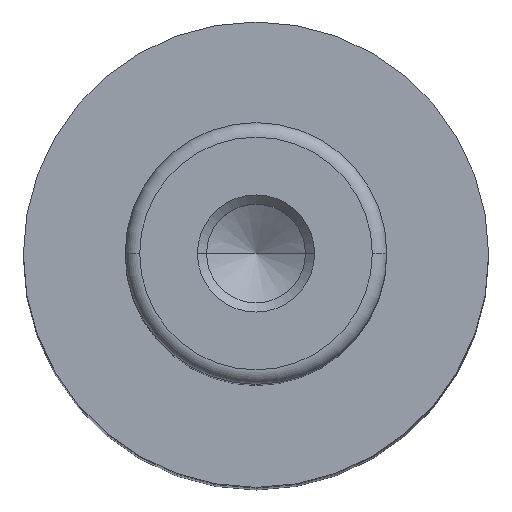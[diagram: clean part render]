
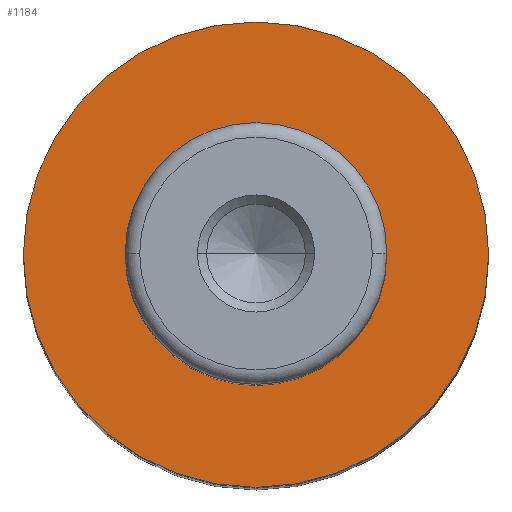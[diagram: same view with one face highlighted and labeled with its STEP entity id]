
A CAD part, top view. The second image highlights one B-rep face of the part: STEP entity #1184.
In plain terms, the highlighted planar face has unit normal (0, 0, 1).
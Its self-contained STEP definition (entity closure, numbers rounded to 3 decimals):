
#43 = DIRECTION ( 'NONE',  ( -1., 0., 0. ) ) ;
#80 = AXIS2_PLACEMENT_3D ( 'NONE', #1038, #434, #43 ) ;
#88 = AXIS2_PLACEMENT_3D ( 'NONE', #773, #148, #242 ) ;
#135 = CIRCLE ( 'NONE', #796, 16. ) ;
#136 = EDGE_CURVE ( 'NONE', #346, #1104, #1172, .T. ) ;
#148 = DIRECTION ( 'NONE',  ( 0., 0., 1. ) ) ;
#169 = CARTESIAN_POINT ( 'NONE',  ( -9., 0., 103. ) ) ;
#211 = EDGE_LOOP ( 'NONE', ( #900, #279 ) ) ;
#214 = EDGE_CURVE ( 'NONE', #1104, #346, #705, .T. ) ;
#242 = DIRECTION ( 'NONE',  ( 1., 0., 0. ) ) ;
#278 = PLANE ( 'NONE',  #88 ) ;
#279 = ORIENTED_EDGE ( 'NONE', *, *, #136, .T. ) ;
#313 = ORIENTED_EDGE ( 'NONE', *, *, #1201, .F. ) ;
#346 = VERTEX_POINT ( 'NONE', #930 ) ;
#351 = CARTESIAN_POINT ( 'NONE',  ( 0., 0., 103. ) ) ;
#418 = VERTEX_POINT ( 'NONE', #1208 ) ;
#434 = DIRECTION ( 'NONE',  ( 0., 0., -1. ) ) ;
#569 = ORIENTED_EDGE ( 'NONE', *, *, #749, .F. ) ;
#637 = DIRECTION ( 'NONE',  ( 0., 0., -1. ) ) ;
#650 = CARTESIAN_POINT ( 'NONE',  ( -16., 0., 103. ) ) ;
#681 = AXIS2_PLACEMENT_3D ( 'NONE', #351, #737, #946 ) ;
#697 = AXIS2_PLACEMENT_3D ( 'NONE', #762, #637, #967 ) ;
#705 = CIRCLE ( 'NONE', #681, 9. ) ;
#737 = DIRECTION ( 'NONE',  ( 0., 0., -1. ) ) ;
#749 = EDGE_CURVE ( 'NONE', #418, #1014, #135, .T. ) ;
#762 = CARTESIAN_POINT ( 'NONE',  ( 0., 0., 103. ) ) ;
#763 = FACE_OUTER_BOUND ( 'NONE', #1132, .T. ) ;
#773 = CARTESIAN_POINT ( 'NONE',  ( -9., 0., 103. ) ) ;
#796 = AXIS2_PLACEMENT_3D ( 'NONE', #963, #1041, #842 ) ;
#842 = DIRECTION ( 'NONE',  ( -1., 0., 0. ) ) ;
#900 = ORIENTED_EDGE ( 'NONE', *, *, #214, .T. ) ;
#930 = CARTESIAN_POINT ( 'NONE',  ( 9., 0., 103. ) ) ;
#946 = DIRECTION ( 'NONE',  ( -1., 0., 0. ) ) ;
#963 = CARTESIAN_POINT ( 'NONE',  ( 0., 0., 103. ) ) ;
#967 = DIRECTION ( 'NONE',  ( -1., 0., 0. ) ) ;
#994 = CIRCLE ( 'NONE', #80, 16. ) ;
#1014 = VERTEX_POINT ( 'NONE', #650 ) ;
#1018 = FACE_BOUND ( 'NONE', #211, .T. ) ;
#1038 = CARTESIAN_POINT ( 'NONE',  ( 0., 0., 103. ) ) ;
#1041 = DIRECTION ( 'NONE',  ( 0., 0., -1. ) ) ;
#1104 = VERTEX_POINT ( 'NONE', #169 ) ;
#1132 = EDGE_LOOP ( 'NONE', ( #313, #569 ) ) ;
#1172 = CIRCLE ( 'NONE', #697, 9. ) ;
#1184 = ADVANCED_FACE ( 'NONE', ( #1018, #763 ), #278, .T. ) ;
#1201 = EDGE_CURVE ( 'NONE', #1014, #418, #994, .T. ) ;
#1208 = CARTESIAN_POINT ( 'NONE',  ( 16., 0., 103. ) ) ;
